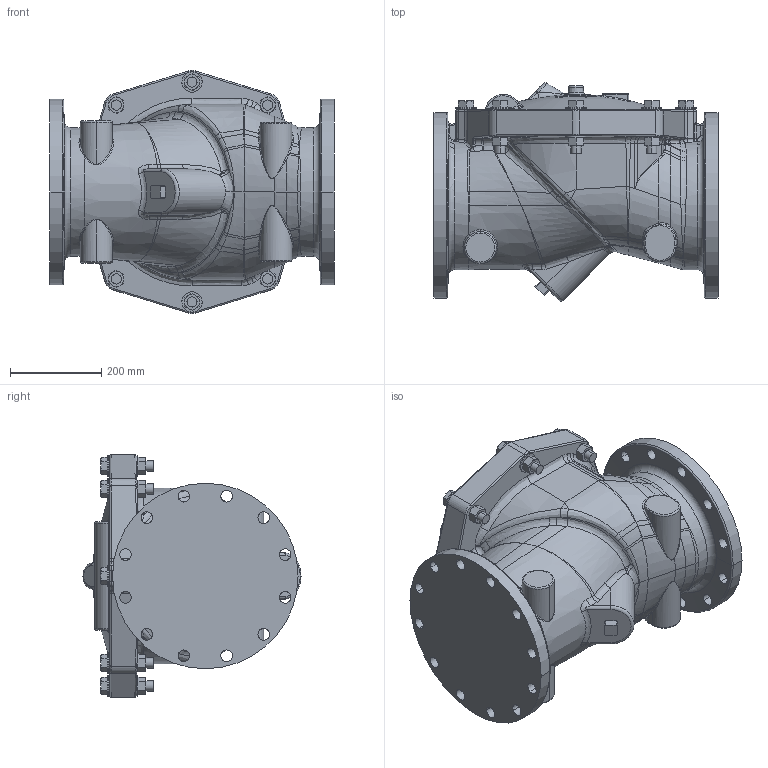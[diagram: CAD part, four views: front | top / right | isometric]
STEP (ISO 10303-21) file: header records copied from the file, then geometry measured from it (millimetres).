
FILE_DESCRIPTION((''),'2;1');
FILE_NAME('510A_SW0001','2020-07-21T09:32:58',('tomb'),(''),'CREO PARAMETRIC BY PTC INC, 2020053','CREO PARAMETRIC BY PTC INC, 2020053','');
FILE_SCHEMA(('CONFIG_CONTROL_DESIGN'));
Products named in the file (1): 510A_SW0001
Bounding box: 622.3 x 477.78 x 532.59 mm (x, y, z)
Volume: 66873265 mm3; surface area: 1453856.4 mm2
Topology: 1 solids, 1 shells, 1009 faces, 2360 edges, 1395 vertices
Faces by surface type: bspline 382, plane 198, cylinder 197, cone 126, torus 93, sphere 11, extrusion 2
Entity records: 55753 total; most frequent: CARTESIAN_POINT 35590, ORIENTED_EDGE 4716, DIRECTION 3429, EDGE_CURVE 2358, AXIS2_PLACEMENT_3D 1487, VERTEX_POINT 1395, EDGE_LOOP 1105, B_SPLINE_CURVE_WITH_KNOTS 1045
